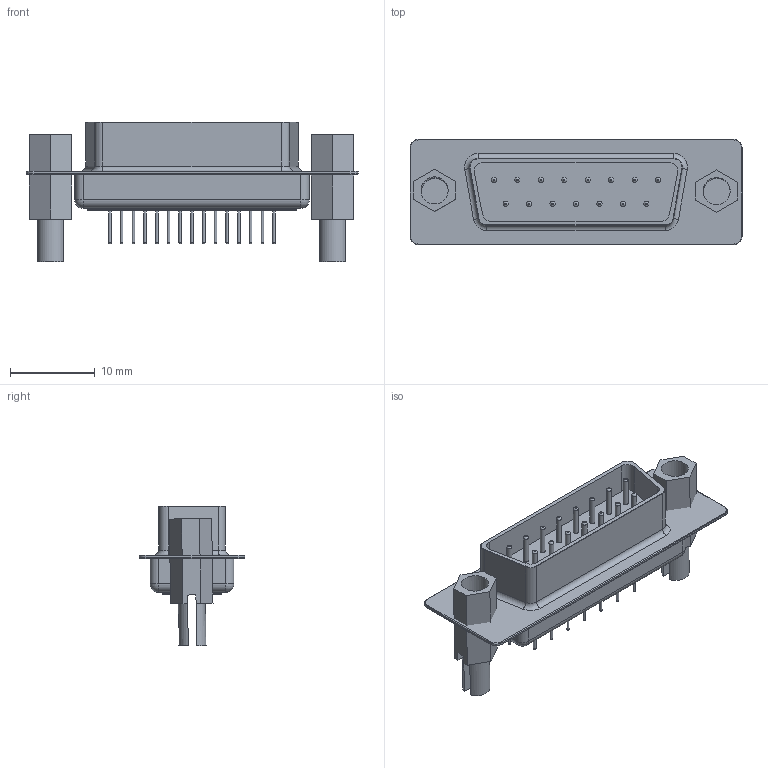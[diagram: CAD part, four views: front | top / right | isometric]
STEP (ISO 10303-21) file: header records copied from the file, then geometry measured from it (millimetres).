
FILE_DESCRIPTION(('STEP AP242'), '1');
FILE_NAME('Ñáîðêà D-SUB15-Â-Âåð-Ñ', '', ('UNSPECIFIED'), ('UNSPECIFIED'), 'ASCON STEP Converter 1.6', 'ASCON Math Kernel', '');
FILE_SCHEMA(('AP242_MANAGED_MODEL_BASED_3D_ENGINEERING_MIM_LF { 1 0 10303 442 1 1 4 }'));
Length unit declared in the file: millimetre
Products named in the file (3): DSUB_39_male
Assembly tree (3 placements, depth 2):
  (unnamed)
    DSUB_39_male
    (unnamed)  x2
Bounding box: 39.2 x 12.5 x 16.52 mm (x, y, z)
Volume: 2138.2 mm3; surface area: 3236.5 mm2
Topology: 4 solids, 5 shells, 240 faces, 511 edges, 312 vertices
Faces by surface type: plane 93, cylinder 89, revolution 34, torus 16, cone 4, sphere 4
Full cylindrical faces by diameter (mm): 0.3 x15, 0.6 x30, 3.2 x4
Entity records: 8054 total; most frequent: CARTESIAN_POINT 1456, DIRECTION 1020, ORIENTED_EDGE 760, AXIS2_PLACEMENT_3D 418, EDGE_CURVE 380, EDGE_LOOP 372, VERTEX_POINT 282, CIRCLE 226
